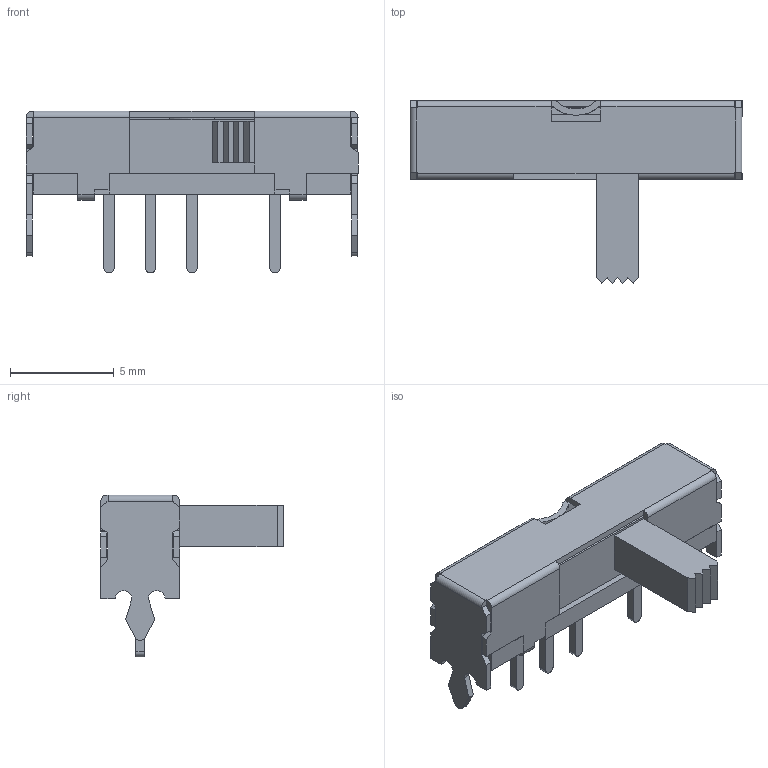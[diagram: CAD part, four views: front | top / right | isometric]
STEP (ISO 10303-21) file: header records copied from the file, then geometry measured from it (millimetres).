
FILE_DESCRIPTION(/* description */ (''),/* implementation_level */ '2;1');
FILE_NAME(/* name */ 'EG1313.stp',/* time_stamp */ '2023-06-20T08:26:03-05:00',/* author */ ('mwilliams'),/* organization */ (''),/* preprocessor_version */ 'ST-DEVELOPER v18',/* originating_system */ 'Autodesk Inventor 2020',/* authorisation */ '');
FILE_SCHEMA (('AUTOMOTIVE_DESIGN { 1 0 10303 214 3 1 1 }'));
Length unit declared in the file: millimetre
Products named in the file (1): EG1313
Bounding box: 16 x 8.81 x 7.8 mm (x, y, z)
Volume: 220.3 mm3; surface area: 694.5 mm2
Topology: 1 solids, 1 shells, 191 faces, 589 edges, 382 vertices
Faces by surface type: plane 165, cylinder 26
Entity records: 6528 total; most frequent: ORIENTED_EDGE 1178, CARTESIAN_POINT 1163, DIRECTION 1029, EDGE_CURVE 589, LINE 533, VECTOR 533, VERTEX_POINT 382, AXIS2_PLACEMENT_3D 248
